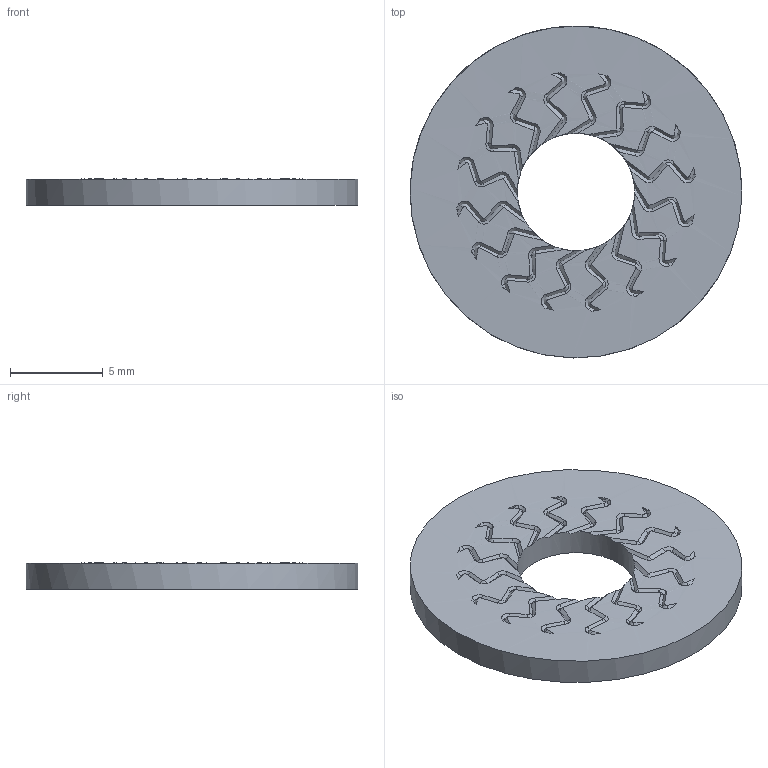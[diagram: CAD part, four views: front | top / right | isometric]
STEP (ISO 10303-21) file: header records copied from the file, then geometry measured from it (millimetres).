
FILE_DESCRIPTION( ( 'AP 214' ), '1' );
FILE_NAME( '070530_NSK B6_Muster_flach.stp', ' ', ( ' ' ), ( ' ' ), 'PSStep 16.0.33', 'VISI 20.0', ' ' );
FILE_SCHEMA( ( 'AUTOMOTIVE_DESIGN { 1 0 10303 214 1 1 1 1 }' ) );
Length unit declared in the file: millimetre
Products named in the file (1): 1
Bounding box: 17.94 x 17.94 x 1.41 mm (x, y, z)
Volume: 306.3 mm3; surface area: 558 mm2
Topology: 1 solids, 1 shells, 248 faces, 718 edges, 473 vertices
Faces by surface type: plane 131, bspline 96, cylinder 18, torus 3
Full cylindrical faces by diameter (mm): 6.34 x1, 17.94 x1
Entity records: 11599 total; most frequent: CARTESIAN_POINT 4151, ORIENTED_EDGE 1422, EDGE_CURVE 711, DIRECTION 688, VERTEX_POINT 471, B_SPLINE_CURVE_WITH_KNOTS 432, AXIS2_PLACEMENT_3D 256, EDGE_LOOP 256
